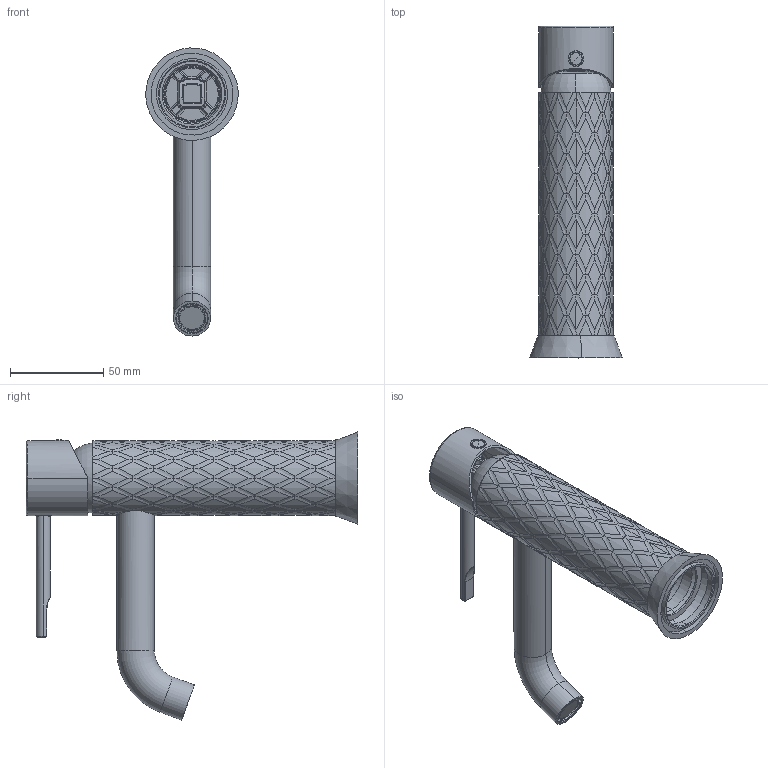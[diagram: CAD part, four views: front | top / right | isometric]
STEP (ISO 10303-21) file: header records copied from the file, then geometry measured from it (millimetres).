
FILE_DESCRIPTION (( 'STEP AP203' ), '1' );
FILE_NAME ('59AP07253.STEP', '2023-07-05T08:38:22', ( '' ), ( '' ), 'SwSTEP 2.0', 'SolidWorks 2021', '' );
FILE_SCHEMA (( 'CONFIG_CONTROL_DESIGN' ));
Length unit declared in the file: millimetre
Products named in the file (1): 59AP07253
Bounding box: 49.44 x 177.5 x 154.11 mm (x, y, z)
Volume: 61176.5 mm3; surface area: 70085.8 mm2
Topology: 8 solids, 8 shells, 877 faces, 2216 edges, 1350 vertices
Faces by surface type: bspline 377, cylinder 290, plane 107, torus 42, cone 37, sphere 24
Entity records: 181111 total; most frequent: CARTESIAN_POINT 165135, ORIENTED_EDGE 4384, DIRECTION 2208, EDGE_CURVE 2192, VERTEX_POINT 1350, AXIS2_PLACEMENT_3D 940, EDGE_LOOP 912, FACE_OUTER_BOUND 877
